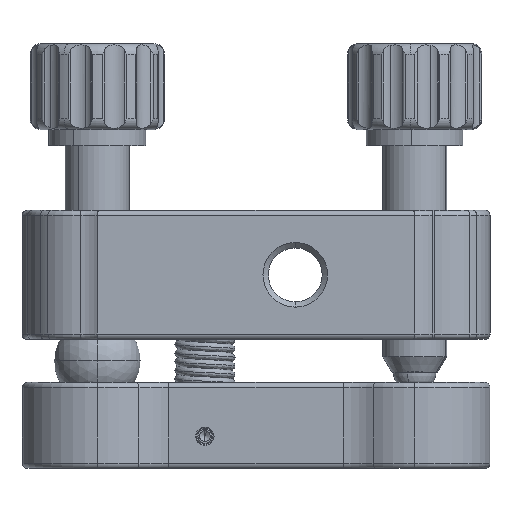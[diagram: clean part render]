
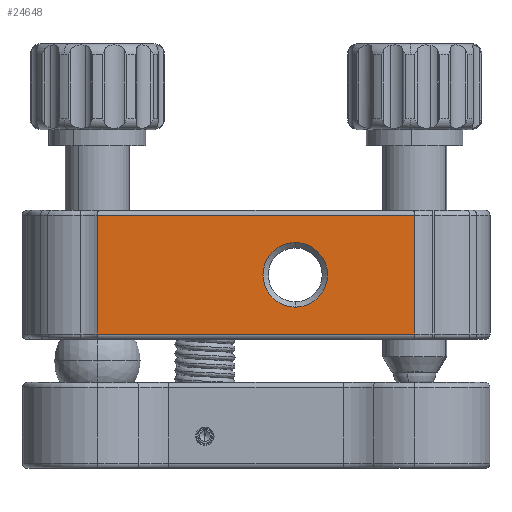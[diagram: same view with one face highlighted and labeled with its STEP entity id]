
A CAD part, front view. The second image highlights one B-rep face of the part: STEP entity #24648.
In plain terms, the highlighted planar face has unit normal (0, -1, 0).
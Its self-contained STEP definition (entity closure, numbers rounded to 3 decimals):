
#476 = EDGE_CURVE ( 'NONE', #20649, #31265, #7876, .T. ) ;
#750 = FACE_OUTER_BOUND ( 'NONE', #8738, .T. ) ;
#1160 = VECTOR ( 'NONE', #32430, 1000. ) ;
#1162 = ORIENTED_EDGE ( 'NONE', *, *, #5820, .F. ) ;
#1165 = CARTESIAN_POINT ( 'NONE',  ( 18.4, -7., 0. ) ) ;
#2557 = EDGE_CURVE ( 'NONE', #14989, #18108, #30187, .T. ) ;
#2571 = VECTOR ( 'NONE', #2755, 1000. ) ;
#2755 = DIRECTION ( 'NONE',  ( 0., 0., -1. ) ) ;
#2982 = LINE ( 'NONE', #15461, #2571 ) ;
#3787 = ORIENTED_EDGE ( 'NONE', *, *, #12607, .T. ) ;
#4306 = EDGE_LOOP ( 'NONE', ( #19362, #3787 ) ) ;
#4997 = CARTESIAN_POINT ( 'NONE',  ( 0., -7., -6. ) ) ;
#5210 = ORIENTED_EDGE ( 'NONE', *, *, #476, .F. ) ;
#5820 = EDGE_CURVE ( 'NONE', #13362, #26096, #2982, .T. ) ;
#6218 = AXIS2_PLACEMENT_3D ( 'NONE', #29360, #16560, #21932 ) ;
#6538 = PLANE ( 'NONE',  #6218 ) ;
#7444 = CARTESIAN_POINT ( 'NONE',  ( 29.5, -7., -5.5 ) ) ;
#7485 = AXIS2_PLACEMENT_3D ( 'NONE', #1165, #8771, #26289 ) ;
#7876 = LINE ( 'NONE', #4997, #1160 ) ;
#8095 = CARTESIAN_POINT ( 'NONE',  ( 29.5, -7., -5.5 ) ) ;
#8738 = EDGE_LOOP ( 'NONE', ( #1162, #29365, #5210, #22090 ) ) ;
#8771 = DIRECTION ( 'NONE',  ( 0., 1., 0. ) ) ;
#9844 = VECTOR ( 'NONE', #17477, 1000. ) ;
#11504 = CIRCLE ( 'NONE', #16943, 3. ) ;
#11664 = DIRECTION ( 'NONE',  ( 0., 1., 0. ) ) ;
#12525 = CARTESIAN_POINT ( 'NONE',  ( 0., -7., -5.5 ) ) ;
#12607 = EDGE_CURVE ( 'NONE', #18108, #14989, #11504, .T. ) ;
#13362 = VERTEX_POINT ( 'NONE', #22767 ) ;
#14937 = LINE ( 'NONE', #24999, #18478 ) ;
#14989 = VERTEX_POINT ( 'NONE', #18040 ) ;
#15461 = CARTESIAN_POINT ( 'NONE',  ( 29.5, -7., 6. ) ) ;
#16560 = DIRECTION ( 'NONE',  ( 0., 1., 0. ) ) ;
#16943 = AXIS2_PLACEMENT_3D ( 'NONE', #32091, #11664, #27138 ) ;
#17466 = EDGE_CURVE ( 'NONE', #20649, #26096, #32608, .T. ) ;
#17477 = DIRECTION ( 'NONE',  ( 1., 0., 0. ) ) ;
#17506 = EDGE_CURVE ( 'NONE', #13362, #31265, #14937, .T. ) ;
#18040 = CARTESIAN_POINT ( 'NONE',  ( 18.4, -7., -3. ) ) ;
#18108 = VERTEX_POINT ( 'NONE', #32234 ) ;
#18478 = VECTOR ( 'NONE', #29962, 1000. ) ;
#19362 = ORIENTED_EDGE ( 'NONE', *, *, #2557, .T. ) ;
#20649 = VERTEX_POINT ( 'NONE', #12525 ) ;
#21932 = DIRECTION ( 'NONE',  ( 1., 0., 0. ) ) ;
#22090 = ORIENTED_EDGE ( 'NONE', *, *, #17466, .T. ) ;
#22767 = CARTESIAN_POINT ( 'NONE',  ( 29.5, -7., 5.5 ) ) ;
#24648 = ADVANCED_FACE ( 'NONE', ( #750, #30244 ), #6538, .F. ) ;
#24999 = CARTESIAN_POINT ( 'NONE',  ( 30., -7., 5.5 ) ) ;
#26096 = VERTEX_POINT ( 'NONE', #8095 ) ;
#26289 = DIRECTION ( 'NONE',  ( 0., 0., 1. ) ) ;
#27138 = DIRECTION ( 'NONE',  ( 0., 0., 1. ) ) ;
#29149 = CARTESIAN_POINT ( 'NONE',  ( 0., -7., 5.5 ) ) ;
#29360 = CARTESIAN_POINT ( 'NONE',  ( 30., -7., -6. ) ) ;
#29365 = ORIENTED_EDGE ( 'NONE', *, *, #17506, .T. ) ;
#29962 = DIRECTION ( 'NONE',  ( -1., 0., 0. ) ) ;
#30187 = CIRCLE ( 'NONE', #7485, 3. ) ;
#30244 = FACE_BOUND ( 'NONE', #4306, .T. ) ;
#31265 = VERTEX_POINT ( 'NONE', #29149 ) ;
#32091 = CARTESIAN_POINT ( 'NONE',  ( 18.4, -7., 0. ) ) ;
#32234 = CARTESIAN_POINT ( 'NONE',  ( 18.4, -7., 3. ) ) ;
#32430 = DIRECTION ( 'NONE',  ( 0., 0., 1. ) ) ;
#32608 = LINE ( 'NONE', #7444, #9844 ) ;
